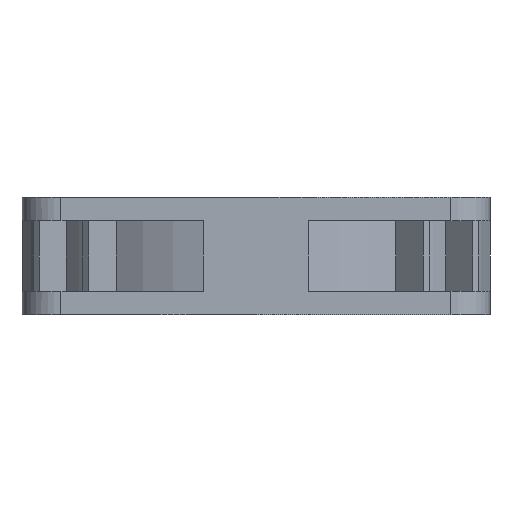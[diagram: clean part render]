
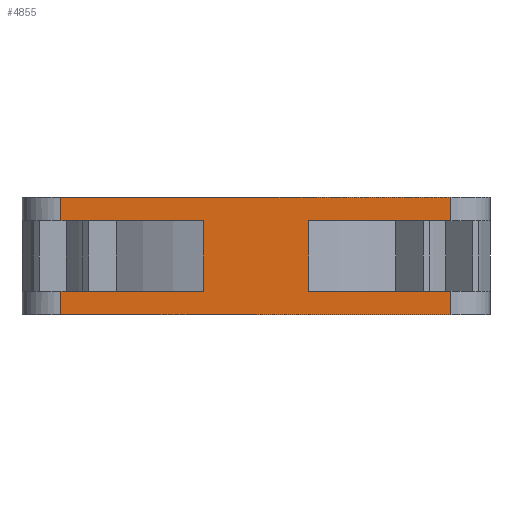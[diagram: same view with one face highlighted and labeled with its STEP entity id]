
A CAD part, left-side view. The second image highlights one B-rep face of the part: STEP entity #4855.
In plain terms, the highlighted planar face has unit normal (-1, 0, 0).
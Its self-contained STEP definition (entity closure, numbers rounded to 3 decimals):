
#418=FACE_OUTER_BOUND('',#718,.T.);
#718=EDGE_LOOP('',(#3472,#3473,#3474,#3475,#3476,#3477,#3478,#3479,#3480,
#3481,#3482,#3483));
#1162=LINE('',#6846,#1542);
#1184=LINE('',#6921,#1564);
#1240=LINE('',#7078,#1620);
#1256=LINE('',#7118,#1636);
#1257=LINE('',#7120,#1637);
#1319=LINE('',#7268,#1699);
#1320=LINE('',#7272,#1700);
#1321=LINE('',#7274,#1701);
#1322=LINE('',#7276,#1702);
#1323=LINE('',#7278,#1703);
#1324=LINE('',#7280,#1704);
#1325=LINE('',#7281,#1705);
#1542=VECTOR('',#5562,1000.);
#1564=VECTOR('',#5618,1000.);
#1620=VECTOR('',#5762,1000.);
#1636=VECTOR('',#5802,1000.);
#1637=VECTOR('',#5805,1000.);
#1699=VECTOR('',#5943,1000.);
#1700=VECTOR('',#5948,1000.);
#1701=VECTOR('',#5949,1000.);
#1702=VECTOR('',#5950,1000.);
#1703=VECTOR('',#5951,1000.);
#1704=VECTOR('',#5952,1000.);
#1705=VECTOR('',#5953,1000.);
#1925=VERTEX_POINT('',#6843);
#1926=VERTEX_POINT('',#6845);
#1961=VERTEX_POINT('',#6918);
#1962=VERTEX_POINT('',#6920);
#2018=VERTEX_POINT('',#7075);
#2019=VERTEX_POINT('',#7077);
#2079=VERTEX_POINT('',#7267);
#2080=VERTEX_POINT('',#7271);
#2081=VERTEX_POINT('',#7273);
#2082=VERTEX_POINT('',#7275);
#2083=VERTEX_POINT('',#7277);
#2084=VERTEX_POINT('',#7279);
#2400=EDGE_CURVE('',#1925,#1926,#1162,.T.);
#2437=EDGE_CURVE('',#1961,#1962,#1184,.T.);
#2515=EDGE_CURVE('',#2018,#2019,#1240,.T.);
#2536=EDGE_CURVE('',#1926,#2018,#1256,.T.);
#2537=EDGE_CURVE('',#1925,#1962,#1257,.T.);
#2611=EDGE_CURVE('',#2019,#2079,#1319,.T.);
#2613=EDGE_CURVE('',#2080,#1961,#1320,.T.);
#2614=EDGE_CURVE('',#2081,#2080,#1321,.T.);
#2615=EDGE_CURVE('',#2081,#2082,#1322,.T.);
#2616=EDGE_CURVE('',#2082,#2083,#1323,.T.);
#2617=EDGE_CURVE('',#2084,#2083,#1324,.T.);
#2618=EDGE_CURVE('',#2079,#2084,#1325,.T.);
#3472=ORIENTED_EDGE('',*,*,#2613,.F.);
#3473=ORIENTED_EDGE('',*,*,#2614,.F.);
#3474=ORIENTED_EDGE('',*,*,#2615,.T.);
#3475=ORIENTED_EDGE('',*,*,#2616,.T.);
#3476=ORIENTED_EDGE('',*,*,#2617,.F.);
#3477=ORIENTED_EDGE('',*,*,#2618,.F.);
#3478=ORIENTED_EDGE('',*,*,#2611,.F.);
#3479=ORIENTED_EDGE('',*,*,#2515,.F.);
#3480=ORIENTED_EDGE('',*,*,#2536,.F.);
#3481=ORIENTED_EDGE('',*,*,#2400,.F.);
#3482=ORIENTED_EDGE('',*,*,#2537,.T.);
#3483=ORIENTED_EDGE('',*,*,#2437,.F.);
#4569=PLANE('',#5215);
#4855=ADVANCED_FACE('',(#418),#4569,.F.);
#5215=AXIS2_PLACEMENT_3D('',#7270,#5946,#5947);
#5562=DIRECTION('',(0.,-1.,0.));
#5618=DIRECTION('',(0.,1.,0.));
#5762=DIRECTION('',(0.,1.,0.));
#5802=DIRECTION('',(0.,0.,-1.));
#5805=DIRECTION('',(0.,0.,-1.));
#5943=DIRECTION('',(0.,0.,-1.));
#5946=DIRECTION('center_axis',(1.,0.,0.));
#5947=DIRECTION('ref_axis',(0.,1.,0.));
#5948=DIRECTION('',(0.,0.,1.));
#5949=DIRECTION('',(0.,-1.,0.));
#5950=DIRECTION('',(0.,0.,-1.));
#5951=DIRECTION('',(0.,-1.,0.));
#5952=DIRECTION('',(0.,0.,-1.));
#5953=DIRECTION('',(0.,-1.,0.));
#6843=CARTESIAN_POINT('',(-30.,25.,15.));
#6845=CARTESIAN_POINT('',(-30.,-25.,15.));
#6846=CARTESIAN_POINT('',(-30.,25.,15.));
#6918=CARTESIAN_POINT('',(-30.,6.75,12.));
#6920=CARTESIAN_POINT('',(-30.,25.,12.));
#6921=CARTESIAN_POINT('',(-30.,25.,12.));
#7075=CARTESIAN_POINT('',(-30.,-25.,12.));
#7077=CARTESIAN_POINT('',(-30.,-6.75,12.));
#7078=CARTESIAN_POINT('',(-30.,25.,12.));
#7118=CARTESIAN_POINT('',(-30.,-25.,99.853));
#7120=CARTESIAN_POINT('',(-30.,25.,99.853));
#7267=CARTESIAN_POINT('',(-30.,-6.75,3.));
#7268=CARTESIAN_POINT('',(-30.,-6.75,25.4));
#7270=CARTESIAN_POINT('Origin',(-30.,25.,110.253));
#7271=CARTESIAN_POINT('',(-30.,6.75,3.));
#7272=CARTESIAN_POINT('',(-30.,6.75,25.4));
#7273=CARTESIAN_POINT('',(-30.,25.,3.));
#7274=CARTESIAN_POINT('',(-30.,25.,3.));
#7275=CARTESIAN_POINT('',(-30.,25.,0.));
#7276=CARTESIAN_POINT('',(-30.,25.,110.253));
#7277=CARTESIAN_POINT('',(-30.,-25.,0.));
#7278=CARTESIAN_POINT('',(-30.,25.,0.));
#7279=CARTESIAN_POINT('',(-30.,-25.,3.));
#7280=CARTESIAN_POINT('',(-30.,-25.,110.253));
#7281=CARTESIAN_POINT('',(-30.,25.,3.));
